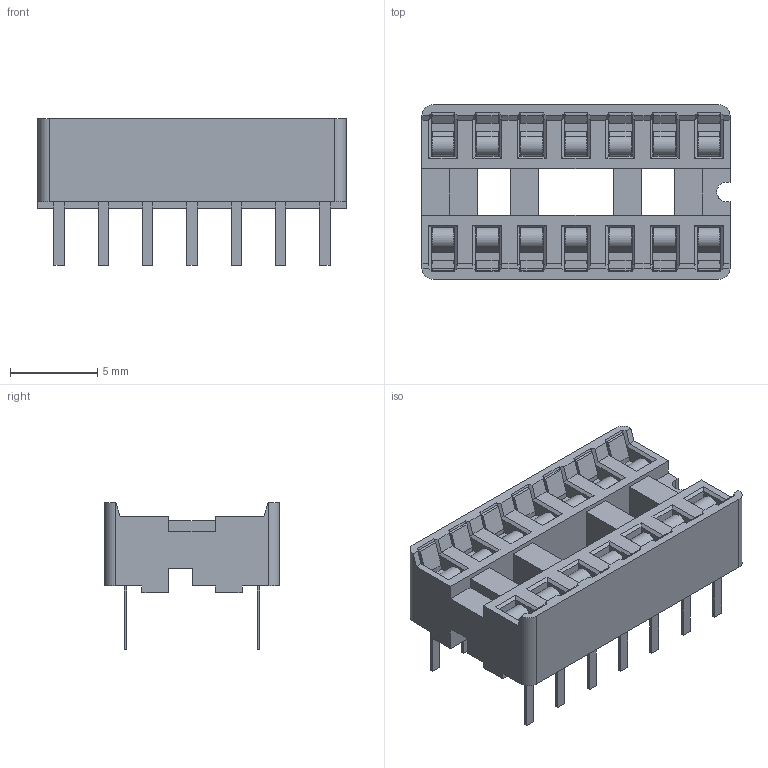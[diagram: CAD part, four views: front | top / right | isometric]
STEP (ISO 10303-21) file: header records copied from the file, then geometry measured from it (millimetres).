
FILE_DESCRIPTION(('STEP AP214'),'1');
FILE_NAME('2-641599-2.stp','2015-09-10T14:27:38',('TraceParts'),('TraceParts S.A.'),'Spatial InterOp 3D',' ',' ');
FILE_SCHEMA(('automotive_design'));
Length unit declared in the file: millimetre
Products named in the file (1): C-2-641599-2
Bounding box: 17.65 x 10.01 x 8.41 mm (x, y, z)
Volume: 600.2 mm3; surface area: 989.1 mm2
Topology: 1 solids, 1 shells, 515 faces, 1443 edges, 942 vertices
Faces by surface type: plane 453, cylinder 62
Entity records: 16345 total; most frequent: CARTESIAN_POINT 2901, ORIENTED_EDGE 2886, DIRECTION 2600, EDGE_CURVE 1443, LINE 1318, VECTOR 1318, VERTEX_POINT 942, AXIS2_PLACEMENT_3D 641
